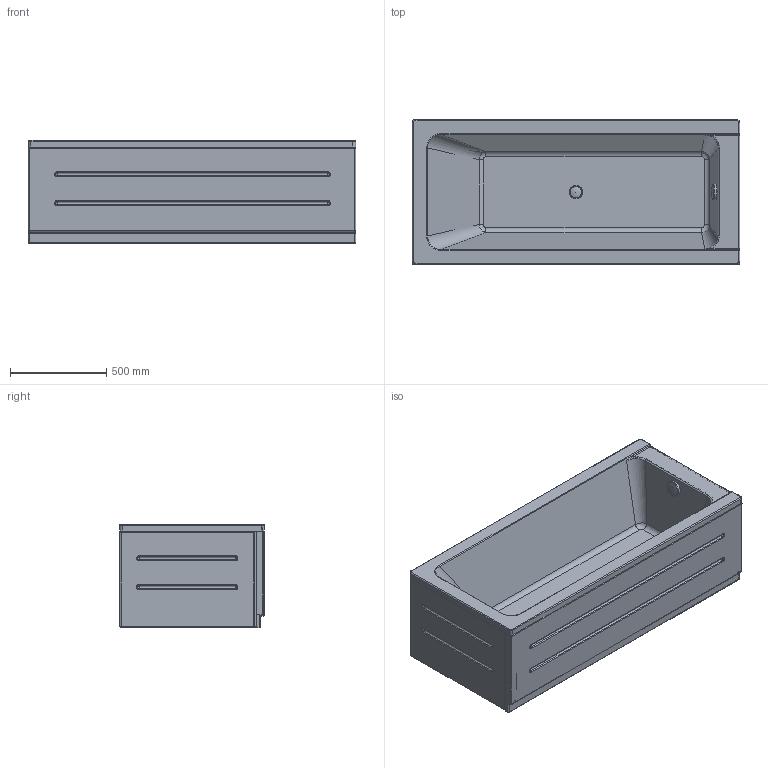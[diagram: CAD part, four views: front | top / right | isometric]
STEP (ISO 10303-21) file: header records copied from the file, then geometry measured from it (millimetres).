
FILE_DESCRIPTION((''),'2;1');
FILE_NAME('700099_1.stp','2010-12-11T19:38:57',('Andreas'),(''),'Autodesk Inventor 2009','Autodesk Inventor 2009','');
FILE_SCHEMA(('AUTOMOTIVE_DESIGN { 1 0 10303 214 1 1 1 1 }'));
Length unit declared in the file: millimetre
Products named in the file (9): 700099_1; Panel_750_Links; Panel_1700; Panel_750_Rechts; 700099; Verschluss_Ueberlauf; Stopfen; Kelch
Assembly tree (8 placements, depth 3):
  700099_1
    Panel_750_Links
    Panel_1700
    Panel_750_Rechts
    700099
      700099
      Verschluss_Ueberlauf
      Stopfen
      Kelch
Bounding box: 1700.11 x 750 x 536.04 mm (x, y, z)
Volume: 48952146.8 mm3; surface area: 8732720.2 mm2
Topology: 8 solids, 8 shells, 333 faces, 808 edges, 476 vertices
Faces by surface type: cylinder 124, plane 113, bspline 53, torus 28, sphere 12, cone 3
Full cylindrical faces by diameter (mm): 20 x1, 25 x1, 42 x1, 44 x1, 52 x1, 60 x1, 75 x1, 79 x1, 79.999 x1
Entity records: 15707 total; most frequent: CARTESIAN_POINT 8125, DIRECTION 1565, ORIENTED_EDGE 1486, EDGE_CURVE 743, AXIS2_PLACEMENT_3D 589, VERTEX_POINT 458, VECTOR 387, LINE 387
